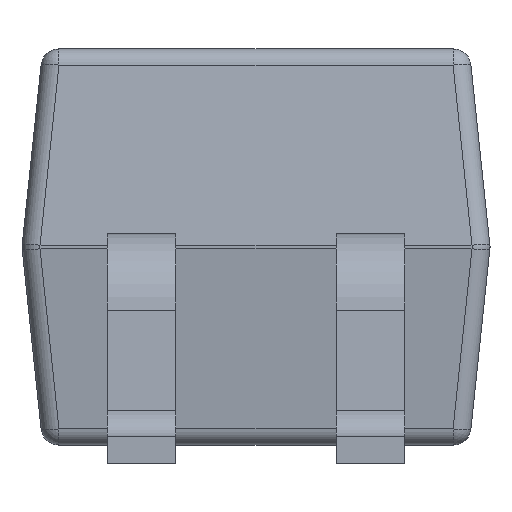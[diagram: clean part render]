
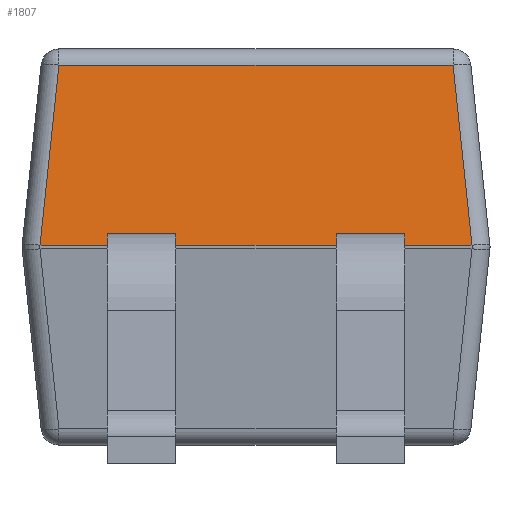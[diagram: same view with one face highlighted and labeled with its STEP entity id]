
A CAD part, front view. The second image highlights one B-rep face of the part: STEP entity #1807.
In plain terms, the highlighted planar face has unit normal (0, -0.995, 0.104).
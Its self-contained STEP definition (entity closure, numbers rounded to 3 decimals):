
#71=PLANE('',#2005);
#130=LINE('',#2580,#299);
#134=LINE('',#2588,#303);
#158=LINE('',#2654,#327);
#169=LINE('',#2678,#338);
#170=LINE('',#2683,#339);
#171=LINE('',#2687,#340);
#175=LINE('',#2695,#344);
#182=LINE('',#2717,#351);
#198=LINE('',#2758,#367);
#280=LINE('',#3025,#449);
#281=LINE('',#3034,#450);
#285=LINE('',#3040,#454);
#299=VECTOR('',#2032,10.);
#303=VECTOR('',#2038,10.);
#327=VECTOR('',#2102,10.);
#338=VECTOR('',#2119,10.);
#339=VECTOR('',#2126,10.);
#340=VECTOR('',#2129,10.);
#344=VECTOR('',#2135,10.);
#351=VECTOR('',#2154,10.);
#367=VECTOR('',#2200,10.);
#449=VECTOR('',#2486,10.);
#450=VECTOR('',#2497,10.);
#454=VECTOR('',#2505,10.);
#603=FACE_OUTER_BOUND('',#703,.T.);
#703=EDGE_LOOP('',(#1692,#1693,#1694,#1695,#1696,#1697,#1698,#1699,#1700,
#1701,#1702,#1703));
#798=VERTEX_POINT('',#2578);
#799=VERTEX_POINT('',#2579);
#802=VERTEX_POINT('',#2587);
#824=VERTEX_POINT('',#2653);
#834=VERTEX_POINT('',#2677);
#835=VERTEX_POINT('',#2681);
#836=VERTEX_POINT('',#2685);
#837=VERTEX_POINT('',#2686);
#840=VERTEX_POINT('',#2694);
#859=VERTEX_POINT('',#2757);
#942=VERTEX_POINT('',#3020);
#943=VERTEX_POINT('',#3027);
#956=EDGE_CURVE('',#798,#799,#130,.T.);
#960=EDGE_CURVE('',#802,#798,#134,.T.);
#993=EDGE_CURVE('',#799,#824,#158,.T.);
#1005=EDGE_CURVE('',#802,#834,#169,.T.);
#1008=EDGE_CURVE('',#835,#824,#170,.T.);
#1009=EDGE_CURVE('',#836,#837,#171,.T.);
#1013=EDGE_CURVE('',#840,#836,#175,.T.);
#1025=EDGE_CURVE('',#837,#834,#182,.T.);
#1045=EDGE_CURVE('',#840,#859,#198,.T.);
#1181=EDGE_CURVE('',#859,#942,#280,.T.);
#1185=EDGE_CURVE('',#943,#835,#281,.T.);
#1189=EDGE_CURVE('',#942,#943,#285,.T.);
#1692=ORIENTED_EDGE('',*,*,#993,.T.);
#1693=ORIENTED_EDGE('',*,*,#1008,.F.);
#1694=ORIENTED_EDGE('',*,*,#1185,.F.);
#1695=ORIENTED_EDGE('',*,*,#1189,.F.);
#1696=ORIENTED_EDGE('',*,*,#1181,.F.);
#1697=ORIENTED_EDGE('',*,*,#1045,.F.);
#1698=ORIENTED_EDGE('',*,*,#1013,.T.);
#1699=ORIENTED_EDGE('',*,*,#1009,.T.);
#1700=ORIENTED_EDGE('',*,*,#1025,.T.);
#1701=ORIENTED_EDGE('',*,*,#1005,.F.);
#1702=ORIENTED_EDGE('',*,*,#960,.T.);
#1703=ORIENTED_EDGE('',*,*,#956,.T.);
#1807=ADVANCED_FACE('',(#603),#71,.T.);
#2005=AXIS2_PLACEMENT_3D('',#3064,#2542,#2543);
#2032=DIRECTION('',(1.,0.,0.));
#2038=DIRECTION('',(0.,0.105,0.995));
#2102=DIRECTION('',(0.,-0.105,-0.995));
#2119=DIRECTION('',(-1.,0.,0.));
#2126=DIRECTION('',(-1.,0.,0.));
#2129=DIRECTION('',(1.,0.,0.));
#2135=DIRECTION('',(0.,0.105,0.995));
#2154=DIRECTION('',(0.,-0.105,-0.995));
#2200=DIRECTION('',(-1.,0.,0.));
#2486=DIRECTION('',(0.104,0.104,0.989));
#2497=DIRECTION('',(0.104,-0.104,-0.989));
#2505=DIRECTION('',(1.,0.,0.));
#2542=DIRECTION('center_axis',(0.,-0.995,0.105));
#2543=DIRECTION('ref_axis',(1.,0.,0.));
#2578=CARTESIAN_POINT('',(0.445,-2.267,1.275));
#2579=CARTESIAN_POINT('',(0.825,-2.267,1.275));
#2580=CARTESIAN_POINT('',(0.968,-2.267,1.275));
#2587=CARTESIAN_POINT('',(0.445,-2.274,1.21));
#2588=CARTESIAN_POINT('',(0.445,-2.306,0.903));
#2653=CARTESIAN_POINT('',(0.825,-2.274,1.21));
#2654=CARTESIAN_POINT('',(0.825,-2.306,0.903));
#2677=CARTESIAN_POINT('',(-0.445,-2.274,1.21));
#2678=CARTESIAN_POINT('',(0.,-2.274,1.21));
#2681=CARTESIAN_POINT('',(1.199,-2.274,1.21));
#2683=CARTESIAN_POINT('',(0.,-2.274,1.21));
#2685=CARTESIAN_POINT('',(-0.825,-2.267,1.275));
#2686=CARTESIAN_POINT('',(-0.445,-2.267,1.275));
#2687=CARTESIAN_POINT('',(0.333,-2.267,1.275));
#2694=CARTESIAN_POINT('',(-0.825,-2.274,1.21));
#2695=CARTESIAN_POINT('',(-0.825,-2.306,0.903));
#2717=CARTESIAN_POINT('',(-0.445,-2.306,0.903));
#2757=CARTESIAN_POINT('',(-1.199,-2.274,1.21));
#2758=CARTESIAN_POINT('',(0.,-2.274,1.21));
#3020=CARTESIAN_POINT('',(-1.094,-2.169,2.21));
#3025=CARTESIAN_POINT('',(-1.188,-2.262,1.323));
#3027=CARTESIAN_POINT('',(1.094,-2.169,2.21));
#3034=CARTESIAN_POINT('',(1.177,-2.251,1.424));
#3040=CARTESIAN_POINT('',(0.65,-2.169,2.21));
#3064=CARTESIAN_POINT('Origin',(1.3,-2.275,1.2));
